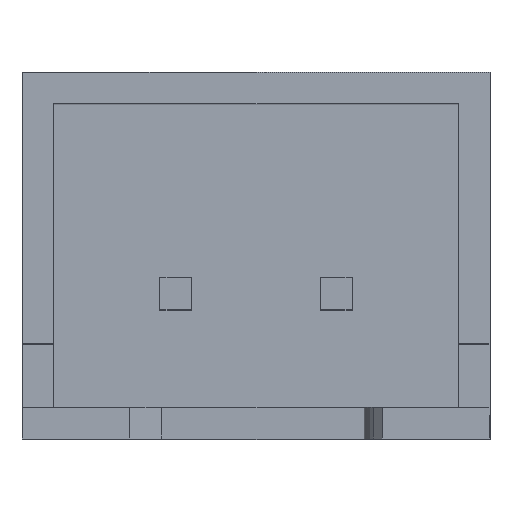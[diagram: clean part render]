
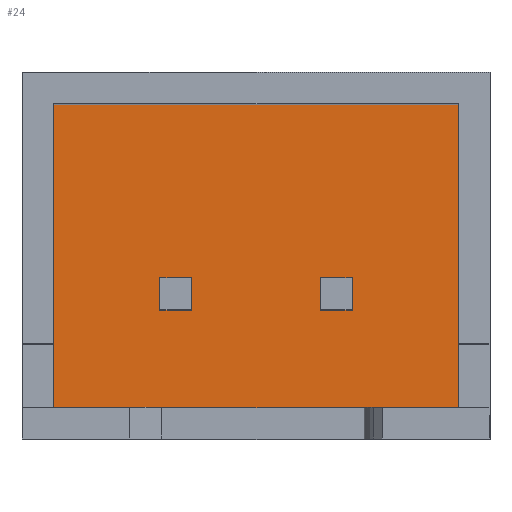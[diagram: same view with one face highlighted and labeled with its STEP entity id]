
A CAD part, top view. The second image highlights one B-rep face of the part: STEP entity #24.
In plain terms, the highlighted planar face has unit normal (0, 0, 1).
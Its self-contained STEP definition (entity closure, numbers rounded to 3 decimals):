
#13 = EDGE_CURVE ( 'NONE', #866, #774, #72, .T. ) ;
#14 = DIRECTION ( 'NONE',  ( 0., -1., 0. ) ) ;
#17 = VERTEX_POINT ( 'NONE', #279 ) ;
#20 = DIRECTION ( 'NONE',  ( 1., 0., 0. ) ) ;
#24 = ADVANCED_FACE ( 'NONE', ( #1282, #623, #721 ), #48, .T. ) ;
#27 = ORIENTED_EDGE ( 'NONE', *, *, #119, .F. ) ;
#28 = CARTESIAN_POINT ( 'NONE',  ( 2.98, 3.25, 0.5 ) ) ;
#34 = VECTOR ( 'NONE', #420, 1000. ) ;
#37 = ORIENTED_EDGE ( 'NONE', *, *, #305, .F. ) ;
#48 = PLANE ( 'NONE',  #1414 ) ;
#55 = VECTOR ( 'NONE', #1087, 1000. ) ;
#72 = LINE ( 'NONE', #286, #1339 ) ;
#87 = ORIENTED_EDGE ( 'NONE', *, *, #13, .F. ) ;
#119 = EDGE_CURVE ( 'NONE', #146, #701, #503, .T. ) ;
#146 = VERTEX_POINT ( 'NONE', #870 ) ;
#197 = CARTESIAN_POINT ( 'NONE',  ( 0.8, 6., 0.5 ) ) ;
#219 = EDGE_CURVE ( 'NONE', #641, #917, #548, .T. ) ;
#224 = LINE ( 'NONE', #779, #1003 ) ;
#227 = CARTESIAN_POINT ( 'NONE',  ( 5.02, 2.75, 0.5 ) ) ;
#234 = LINE ( 'NONE', #1014, #516 ) ;
#242 = ORIENTED_EDGE ( 'NONE', *, *, #219, .F. ) ;
#269 = CARTESIAN_POINT ( 'NONE',  ( 5.52, 3.25, 0.5 ) ) ;
#270 = EDGE_CURVE ( 'NONE', #17, #319, #1311, .T. ) ;
#279 = CARTESIAN_POINT ( 'NONE',  ( 2.98, 3.25, 0.5 ) ) ;
#286 = CARTESIAN_POINT ( 'NONE',  ( 2.98, 2.75, 0.5 ) ) ;
#287 = VECTOR ( 'NONE', #14, 1000. ) ;
#305 = EDGE_CURVE ( 'NONE', #1308, #146, #234, .T. ) ;
#319 = VERTEX_POINT ( 'NONE', #891 ) ;
#355 = DIRECTION ( 'NONE',  ( 1., 0., 0. ) ) ;
#380 = DIRECTION ( 'NONE',  ( -1., 0., 0. ) ) ;
#410 = LINE ( 'NONE', #629, #860 ) ;
#417 = CARTESIAN_POINT ( 'NONE',  ( 5.02, 3.25, 0.5 ) ) ;
#420 = DIRECTION ( 'NONE',  ( 0., 1., 0. ) ) ;
#421 = ORIENTED_EDGE ( 'NONE', *, *, #984, .F. ) ;
#435 = LINE ( 'NONE', #871, #1418 ) ;
#503 = LINE ( 'NONE', #942, #1181 ) ;
#516 = VECTOR ( 'NONE', #20, 1000. ) ;
#518 = DIRECTION ( 'NONE',  ( 1., 0., 0. ) ) ;
#548 = LINE ( 'NONE', #227, #55 ) ;
#549 = EDGE_LOOP ( 'NONE', ( #793, #421, #554, #242 ) ) ;
#554 = ORIENTED_EDGE ( 'NONE', *, *, #999, .F. ) ;
#578 = CARTESIAN_POINT ( 'NONE',  ( 2.98, 2.75, 0.5 ) ) ;
#587 = EDGE_CURVE ( 'NONE', #701, #1219, #410, .T. ) ;
#619 = CARTESIAN_POINT ( 'NONE',  ( 0.8, 1.2, 0.5 ) ) ;
#623 = FACE_BOUND ( 'NONE', #1300, .T. ) ;
#629 = CARTESIAN_POINT ( 'NONE',  ( 7.7, 1.2, 0.5 ) ) ;
#641 = VERTEX_POINT ( 'NONE', #417 ) ;
#649 = ORIENTED_EDGE ( 'NONE', *, *, #1039, .F. ) ;
#701 = VERTEX_POINT ( 'NONE', #900 ) ;
#721 = FACE_OUTER_BOUND ( 'NONE', #920, .T. ) ;
#727 = CARTESIAN_POINT ( 'NONE',  ( 0.736, 6.048, 0.5 ) ) ;
#748 = CARTESIAN_POINT ( 'NONE',  ( 5.02, 2.75, 0.5 ) ) ;
#762 = CARTESIAN_POINT ( 'NONE',  ( 5.52, 3.25, 0.5 ) ) ;
#765 = CARTESIAN_POINT ( 'NONE',  ( 2.48, 3.25, 0.5 ) ) ;
#770 = CARTESIAN_POINT ( 'NONE',  ( 2.48, 2.75, 0.5 ) ) ;
#774 = VERTEX_POINT ( 'NONE', #578 ) ;
#775 = EDGE_CURVE ( 'NONE', #774, #17, #879, .T. ) ;
#779 = CARTESIAN_POINT ( 'NONE',  ( 5.52, 2.75, 0.5 ) ) ;
#785 = VECTOR ( 'NONE', #993, 1000. ) ;
#793 = ORIENTED_EDGE ( 'NONE', *, *, #1332, .F. ) ;
#794 = VERTEX_POINT ( 'NONE', #1107 ) ;
#833 = VECTOR ( 'NONE', #1317, 1000. ) ;
#840 = LINE ( 'NONE', #197, #34 ) ;
#855 = VERTEX_POINT ( 'NONE', #269 ) ;
#860 = VECTOR ( 'NONE', #1309, 1000. ) ;
#861 = DIRECTION ( 'NONE',  ( 0., -1., 0. ) ) ;
#866 = VERTEX_POINT ( 'NONE', #1273 ) ;
#870 = CARTESIAN_POINT ( 'NONE',  ( 7.2, 6., 0.5 ) ) ;
#871 = CARTESIAN_POINT ( 'NONE',  ( 5.02, 3.25, 0.5 ) ) ;
#879 = LINE ( 'NONE', #28, #833 ) ;
#891 = CARTESIAN_POINT ( 'NONE',  ( 2.48, 3.25, 0.5 ) ) ;
#900 = CARTESIAN_POINT ( 'NONE',  ( 7.2, 1.2, 0.5 ) ) ;
#907 = DIRECTION ( 'NONE',  ( 0., 1., 0. ) ) ;
#917 = VERTEX_POINT ( 'NONE', #748 ) ;
#920 = EDGE_LOOP ( 'NONE', ( #37, #1284, #1306, #27 ) ) ;
#942 = CARTESIAN_POINT ( 'NONE',  ( 7.2, 6., 0.5 ) ) ;
#984 = EDGE_CURVE ( 'NONE', #794, #855, #1121, .T. ) ;
#993 = DIRECTION ( 'NONE',  ( -1., 0., 0. ) ) ;
#999 = EDGE_CURVE ( 'NONE', #917, #794, #224, .T. ) ;
#1003 = VECTOR ( 'NONE', #355, 1000. ) ;
#1014 = CARTESIAN_POINT ( 'NONE',  ( 0.8, 6., 0.5 ) ) ;
#1039 = EDGE_CURVE ( 'NONE', #319, #866, #1220, .T. ) ;
#1087 = DIRECTION ( 'NONE',  ( 0., -1., 0. ) ) ;
#1107 = CARTESIAN_POINT ( 'NONE',  ( 5.52, 2.75, 0.5 ) ) ;
#1121 = LINE ( 'NONE', #762, #1389 ) ;
#1147 = DIRECTION ( 'NONE',  ( 1., 0., 0. ) ) ;
#1165 = EDGE_CURVE ( 'NONE', #1219, #1308, #840, .T. ) ;
#1181 = VECTOR ( 'NONE', #861, 1000. ) ;
#1210 = ORIENTED_EDGE ( 'NONE', *, *, #775, .F. ) ;
#1219 = VERTEX_POINT ( 'NONE', #619 ) ;
#1220 = LINE ( 'NONE', #770, #287 ) ;
#1269 = DIRECTION ( 'NONE',  ( 0., 0., 1. ) ) ;
#1273 = CARTESIAN_POINT ( 'NONE',  ( 2.48, 2.75, 0.5 ) ) ;
#1282 = FACE_BOUND ( 'NONE', #549, .T. ) ;
#1284 = ORIENTED_EDGE ( 'NONE', *, *, #1165, .F. ) ;
#1300 = EDGE_LOOP ( 'NONE', ( #1351, #1210, #87, #649 ) ) ;
#1306 = ORIENTED_EDGE ( 'NONE', *, *, #587, .F. ) ;
#1308 = VERTEX_POINT ( 'NONE', #1422 ) ;
#1309 = DIRECTION ( 'NONE',  ( -1., 0., 0. ) ) ;
#1311 = LINE ( 'NONE', #765, #785 ) ;
#1317 = DIRECTION ( 'NONE',  ( 0., 1., 0. ) ) ;
#1332 = EDGE_CURVE ( 'NONE', #855, #641, #435, .T. ) ;
#1339 = VECTOR ( 'NONE', #518, 1000. ) ;
#1351 = ORIENTED_EDGE ( 'NONE', *, *, #270, .F. ) ;
#1389 = VECTOR ( 'NONE', #907, 1000. ) ;
#1414 = AXIS2_PLACEMENT_3D ( 'NONE', #727, #1269, #1147 ) ;
#1418 = VECTOR ( 'NONE', #380, 1000. ) ;
#1422 = CARTESIAN_POINT ( 'NONE',  ( 0.8, 6., 0.5 ) ) ;
